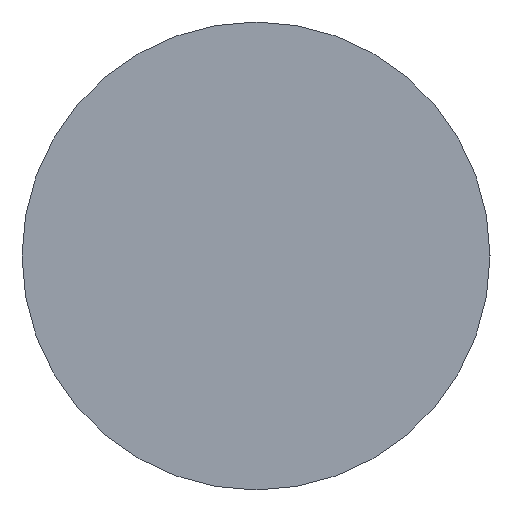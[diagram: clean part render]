
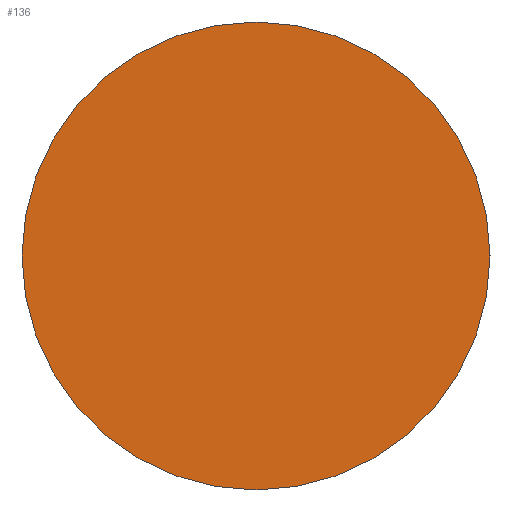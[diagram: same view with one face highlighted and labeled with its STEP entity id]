
A CAD part, left-side view. The second image highlights one B-rep face of the part: STEP entity #136.
In plain terms, the highlighted planar face has unit normal (-1, 0, 0).
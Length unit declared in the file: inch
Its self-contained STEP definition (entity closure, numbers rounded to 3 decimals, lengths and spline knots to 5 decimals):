
#6 = CARTESIAN_POINT ( 'NONE',  ( -0.36417, 0., 0.03346 ) ) ;
#7 = AXIS2_PLACEMENT_3D ( 'NONE', #10, #101, #159 ) ;
#10 = CARTESIAN_POINT ( 'NONE',  ( -0.36417, 0., 0. ) ) ;
#19 = DIRECTION ( 'NONE',  ( 0., 0., -1. ) ) ;
#20 = VERTEX_POINT ( 'NONE', #6 ) ;
#23 = DIRECTION ( 'NONE',  ( 1., 0., 0. ) ) ;
#42 = CARTESIAN_POINT ( 'NONE',  ( -0.36417, 0., 0. ) ) ;
#62 = ORIENTED_EDGE ( 'NONE', *, *, #169, .F. ) ;
#78 = CARTESIAN_POINT ( 'NONE',  ( -0.36417, 0., 0. ) ) ;
#98 = AXIS2_PLACEMENT_3D ( 'NONE', #78, #23, #132 ) ;
#99 = DIRECTION ( 'NONE',  ( 1., 0., 0. ) ) ;
#100 = CIRCLE ( 'NONE', #98, 0.03346 ) ;
#101 = DIRECTION ( 'NONE',  ( 1., 0., 0. ) ) ;
#113 = ORIENTED_EDGE ( 'NONE', *, *, #120, .F. ) ;
#115 = CARTESIAN_POINT ( 'NONE',  ( -0.36417, 0., -0.03346 ) ) ;
#118 = PLANE ( 'NONE',  #134 ) ;
#120 = EDGE_CURVE ( 'NONE', #20, #148, #100, .T. ) ;
#130 = FACE_OUTER_BOUND ( 'NONE', #145, .T. ) ;
#132 = DIRECTION ( 'NONE',  ( 0., 0., -1. ) ) ;
#134 = AXIS2_PLACEMENT_3D ( 'NONE', #42, #99, #19 ) ;
#136 = ADVANCED_FACE ( 'NONE', ( #130 ), #118, .F. ) ;
#145 = EDGE_LOOP ( 'NONE', ( #113, #62 ) ) ;
#148 = VERTEX_POINT ( 'NONE', #115 ) ;
#159 = DIRECTION ( 'NONE',  ( 0., 0., -1. ) ) ;
#165 = CIRCLE ( 'NONE', #7, 0.03346 ) ;
#169 = EDGE_CURVE ( 'NONE', #148, #20, #165, .T. ) ;
